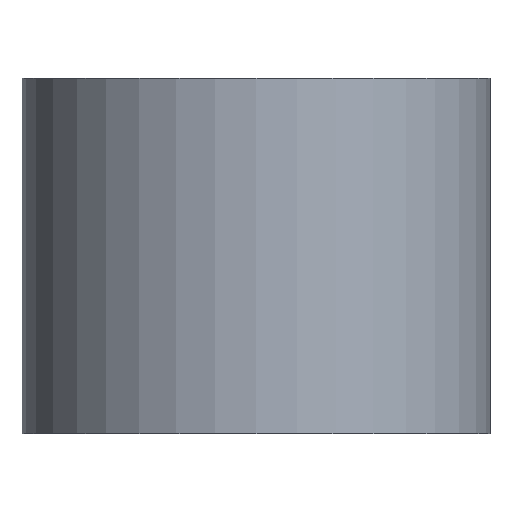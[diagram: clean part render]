
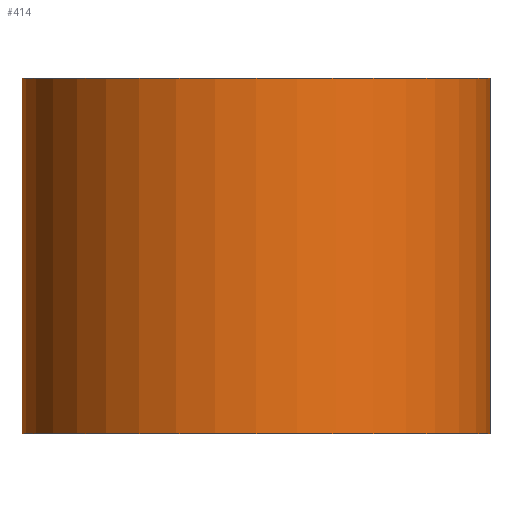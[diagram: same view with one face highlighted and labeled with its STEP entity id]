
A CAD part, front view. The second image highlights one B-rep face of the part: STEP entity #414.
In plain terms, the highlighted cylindrical face has radius 14.5 mm (diameter 29 mm), a partial arc.
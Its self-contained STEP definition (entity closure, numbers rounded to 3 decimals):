
#19 = ORIENTED_EDGE ( 'NONE', *, *, #113, .F. ) ;
#44 = DIRECTION ( 'NONE',  ( 0., 0., -1. ) ) ;
#74 = CIRCLE ( 'NONE', #533, 14.5 ) ;
#82 = DIRECTION ( 'NONE',  ( 1., 0., 0. ) ) ;
#113 = EDGE_CURVE ( 'NONE', #595, #655, #74, .T. ) ;
#125 = LINE ( 'NONE', #556, #542 ) ;
#149 = DIRECTION ( 'NONE',  ( -1., 0., 0. ) ) ;
#174 = ORIENTED_EDGE ( 'NONE', *, *, #175, .T. ) ;
#175 = EDGE_CURVE ( 'NONE', #595, #558, #293, .T. ) ;
#209 = CYLINDRICAL_SURFACE ( 'NONE', #280, 14.5 ) ;
#219 = DIRECTION ( 'NONE',  ( 1., 0., 0. ) ) ;
#268 = CARTESIAN_POINT ( 'NONE',  ( -14.5, 0., 0. ) ) ;
#280 = AXIS2_PLACEMENT_3D ( 'NONE', #287, #403, #149 ) ;
#282 = CARTESIAN_POINT ( 'NONE',  ( 14.5, 0., 0. ) ) ;
#284 = DIRECTION ( 'NONE',  ( 0., 0., 1. ) ) ;
#287 = CARTESIAN_POINT ( 'NONE',  ( 0., 0., 22. ) ) ;
#293 = LINE ( 'NONE', #647, #614 ) ;
#294 = ORIENTED_EDGE ( 'NONE', *, *, #730, .T. ) ;
#328 = FACE_OUTER_BOUND ( 'NONE', #543, .T. ) ;
#372 = DIRECTION ( 'NONE',  ( 0., 0., 1. ) ) ;
#403 = DIRECTION ( 'NONE',  ( 0., 0., -1. ) ) ;
#414 = ADVANCED_FACE ( 'NONE', ( #328 ), #209, .T. ) ;
#425 = ORIENTED_EDGE ( 'NONE', *, *, #713, .F. ) ;
#437 = DIRECTION ( 'NONE',  ( 0., 0., -1. ) ) ;
#470 = CARTESIAN_POINT ( 'NONE',  ( 0., 0., 22. ) ) ;
#474 = CIRCLE ( 'NONE', #488, 14.5 ) ;
#488 = AXIS2_PLACEMENT_3D ( 'NONE', #512, #372, #82 ) ;
#512 = CARTESIAN_POINT ( 'NONE',  ( 0., 0., 0. ) ) ;
#533 = AXIS2_PLACEMENT_3D ( 'NONE', #470, #284, #219 ) ;
#542 = VECTOR ( 'NONE', #437, 1000. ) ;
#543 = EDGE_LOOP ( 'NONE', ( #425, #19, #174, #294 ) ) ;
#556 = CARTESIAN_POINT ( 'NONE',  ( 14.5, 0., 22. ) ) ;
#558 = VERTEX_POINT ( 'NONE', #268 ) ;
#586 = CARTESIAN_POINT ( 'NONE',  ( 14.5, 0., 22. ) ) ;
#595 = VERTEX_POINT ( 'NONE', #763 ) ;
#614 = VECTOR ( 'NONE', #44, 1000. ) ;
#647 = CARTESIAN_POINT ( 'NONE',  ( -14.5, 0., 22. ) ) ;
#655 = VERTEX_POINT ( 'NONE', #586 ) ;
#660 = VERTEX_POINT ( 'NONE', #282 ) ;
#713 = EDGE_CURVE ( 'NONE', #655, #660, #125, .T. ) ;
#730 = EDGE_CURVE ( 'NONE', #558, #660, #474, .T. ) ;
#763 = CARTESIAN_POINT ( 'NONE',  ( -14.5, 0., 22. ) ) ;
